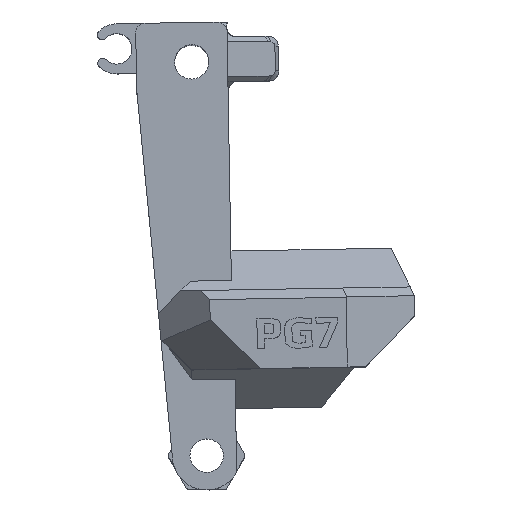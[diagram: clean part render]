
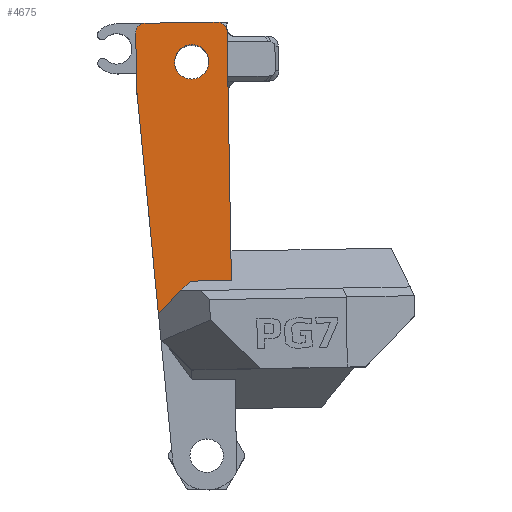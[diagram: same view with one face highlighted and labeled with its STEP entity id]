
A CAD part, top view. The second image highlights one B-rep face of the part: STEP entity #4675.
In plain terms, the highlighted planar face has unit normal (0, 0, 1).
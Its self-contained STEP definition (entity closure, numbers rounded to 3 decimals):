
#114=FACE_BOUND('',#849,.T.);
#170=CIRCLE('',#4990,1.75);
#172=CIRCLE('',#4994,1.);
#173=CIRCLE('',#4995,1.);
#605=FACE_OUTER_BOUND('',#848,.T.);
#848=EDGE_LOOP('',(#3411,#3412,#3413,#3414,#3415,#3416,#3417,#3418));
#849=EDGE_LOOP('',(#3419));
#1142=LINE('',#6683,#1522);
#1143=LINE('',#6687,#1523);
#1144=LINE('',#6688,#1524);
#1145=LINE('',#6690,#1525);
#1146=LINE('',#6692,#1526);
#1147=LINE('',#6696,#1527);
#1522=VECTOR('',#5497,10.);
#1523=VECTOR('',#5500,10.);
#1524=VECTOR('',#5501,10.);
#1525=VECTOR('',#5502,10.);
#1526=VECTOR('',#5503,10.);
#1527=VECTOR('',#5506,10.);
#1899=VERTEX_POINT('',#6668);
#1901=VERTEX_POINT('',#6674);
#1905=VERTEX_POINT('',#6681);
#1906=VERTEX_POINT('',#6685);
#1907=VERTEX_POINT('',#6686);
#1908=VERTEX_POINT('',#6689);
#1909=VERTEX_POINT('',#6691);
#1910=VERTEX_POINT('',#6693);
#1911=VERTEX_POINT('',#6695);
#2476=EDGE_CURVE('',#1899,#1899,#170,.T.);
#2483=EDGE_CURVE('',#1901,#1905,#1142,.T.);
#2484=EDGE_CURVE('',#1906,#1907,#1143,.T.);
#2485=EDGE_CURVE('',#1901,#1907,#1144,.T.);
#2486=EDGE_CURVE('',#1905,#1908,#1145,.T.);
#2487=EDGE_CURVE('',#1909,#1908,#1146,.T.);
#2488=EDGE_CURVE('',#1909,#1910,#172,.T.);
#2489=EDGE_CURVE('',#1910,#1911,#1147,.T.);
#2490=EDGE_CURVE('',#1911,#1906,#173,.T.);
#3411=ORIENTED_EDGE('',*,*,#2484,.T.);
#3412=ORIENTED_EDGE('',*,*,#2485,.F.);
#3413=ORIENTED_EDGE('',*,*,#2483,.T.);
#3414=ORIENTED_EDGE('',*,*,#2486,.T.);
#3415=ORIENTED_EDGE('',*,*,#2487,.F.);
#3416=ORIENTED_EDGE('',*,*,#2488,.T.);
#3417=ORIENTED_EDGE('',*,*,#2489,.T.);
#3418=ORIENTED_EDGE('',*,*,#2490,.T.);
#3419=ORIENTED_EDGE('',*,*,#2476,.T.);
#4524=PLANE('',#4993);
#4675=ADVANCED_FACE('',(#605,#114),#4524,.T.);
#4990=AXIS2_PLACEMENT_3D('',#6669,#5486,#5487);
#4993=AXIS2_PLACEMENT_3D('',#6684,#5498,#5499);
#4994=AXIS2_PLACEMENT_3D('',#6694,#5504,#5505);
#4995=AXIS2_PLACEMENT_3D('',#6697,#5507,#5508);
#5486=DIRECTION('center_axis',(0.,0.,
-1.));
#5487=DIRECTION('ref_axis',(1.,0.017,0.));
#5497=DIRECTION('',(0.695,0.719,0.));
#5498=DIRECTION('center_axis',(0.,0.,
1.));
#5499=DIRECTION('ref_axis',(1.,0.017,0.));
#5500=DIRECTION('',(0.017,-1.,0.));
#5501=DIRECTION('',(-0.097,0.995,0.));
#5502=DIRECTION('',(1.,0.017,0.));
#5503=DIRECTION('',(0.017,-1.,0.));
#5504=DIRECTION('center_axis',(0.,0.,
1.));
#5505=DIRECTION('ref_axis',(-0.719,0.695,0.));
#5506=DIRECTION('',(-1.,-0.017,0.));
#5507=DIRECTION('center_axis',(0.,0.,
1.));
#5508=DIRECTION('ref_axis',(-0.017,1.,0.));
#6668=CARTESIAN_POINT('',(-10.4,19.917,3.));
#6669=CARTESIAN_POINT('Origin',(-8.65,19.948,3.));
#6674=CARTESIAN_POINT('',(-12.033,-5.729,3.));
#6681=CARTESIAN_POINT('',(-8.793,-2.373,3.));
#6683=CARTESIAN_POINT('',(-8.989,-2.576,3.));
#6684=CARTESIAN_POINT('Origin',(-8.007,0.017,3.));
#6685=CARTESIAN_POINT('',(-14.349,22.865,3.));
#6686=CARTESIAN_POINT('',(-14.247,17.02,3.));
#6687=CARTESIAN_POINT('',(-14.149,11.389,3.));
#6688=CARTESIAN_POINT('',(-10.631,-20.143,3.));
#6689=CARTESIAN_POINT('',(-4.611,-2.3,3.));
#6690=CARTESIAN_POINT('',(0.759,-2.207,3.));
#6691=CARTESIAN_POINT('',(-5.054,23.027,3.));
#6692=CARTESIAN_POINT('',(-4.644,-0.461,3.));
#6693=CARTESIAN_POINT('',(-6.071,24.01,3.));
#6694=CARTESIAN_POINT('Origin',(-6.053,23.01,3.));
#6695=CARTESIAN_POINT('',(-13.367,23.882,3.));
#6696=CARTESIAN_POINT('',(-7.248,23.989,3.));
#6697=CARTESIAN_POINT('Origin',(-13.349,22.882,3.));
